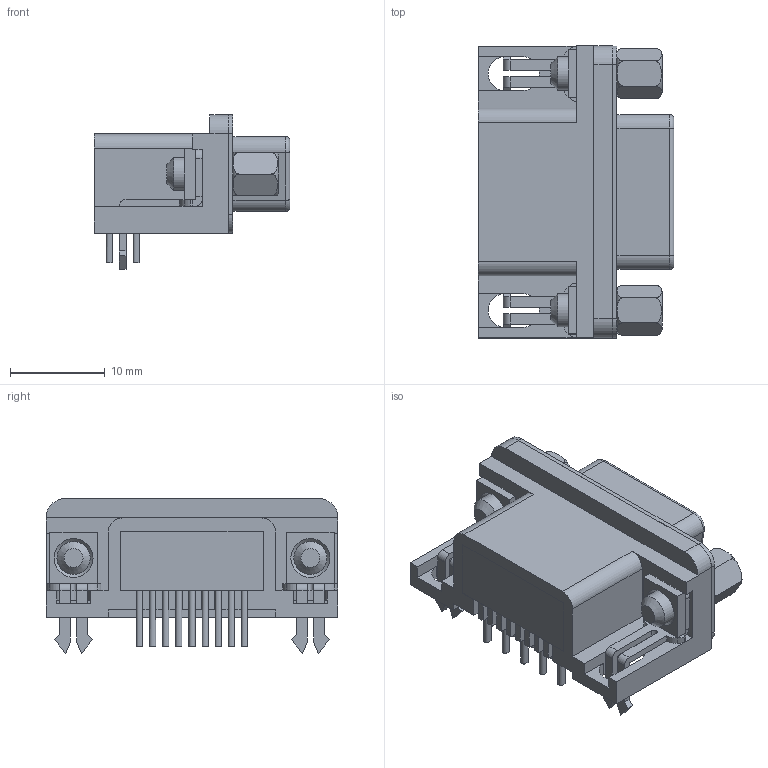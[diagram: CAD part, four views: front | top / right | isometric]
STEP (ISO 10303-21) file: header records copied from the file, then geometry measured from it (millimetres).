
FILE_DESCRIPTION(/* description */ ('Unknown'),/* implementation_level */ '2;1');
FILE_NAME(/* name */ 'J_Wurth_WR-DSUB_618009231321',/* time_stamp */ '2025-07-16T15:09:00+08:00',/* author */ ('Unknown'),/* organization */ ('Unknown'),/* preprocessor_version */ 'ST-DEVELOPER v19.4',/* originating_system */ 'Solid Edge',/* authorisation */ 'Unknown');
FILE_SCHEMA (('AUTOMOTIVE_DESIGN {1 0 10303 214 3 1 1}'));
Products named in the file (2): J_Wurth_WR-DSUB_618009231321
Assembly tree (1 placements, depth 2):
  J_Wurth_WR-DSUB_618009231321
    J_Wurth_WR-DSUB_618009231321
Bounding box: 20.65 x 30.82 x 16.35 mm (x, y, z)
Volume: 3965.1 mm3; surface area: 7092.2 mm2
Topology: 18 solids, 18 shells, 1240 faces, 3523 edges, 2329 vertices
Faces by surface type: plane 840, cylinder 279, bspline 90, cone 19, torus 12
Full cylindrical faces by diameter (mm): 1.2 x9, 3.121 x4, 3.5 x2, 4 x8
Entity records: 58681 total; most frequent: CARTESIAN_POINT 27002, ORIENTED_EDGE 6904, DIRECTION 5784, EDGE_CURVE 3452, LINE 2440, VECTOR 2440, VERTEX_POINT 2306, AXIS2_PLACEMENT_3D 1672
